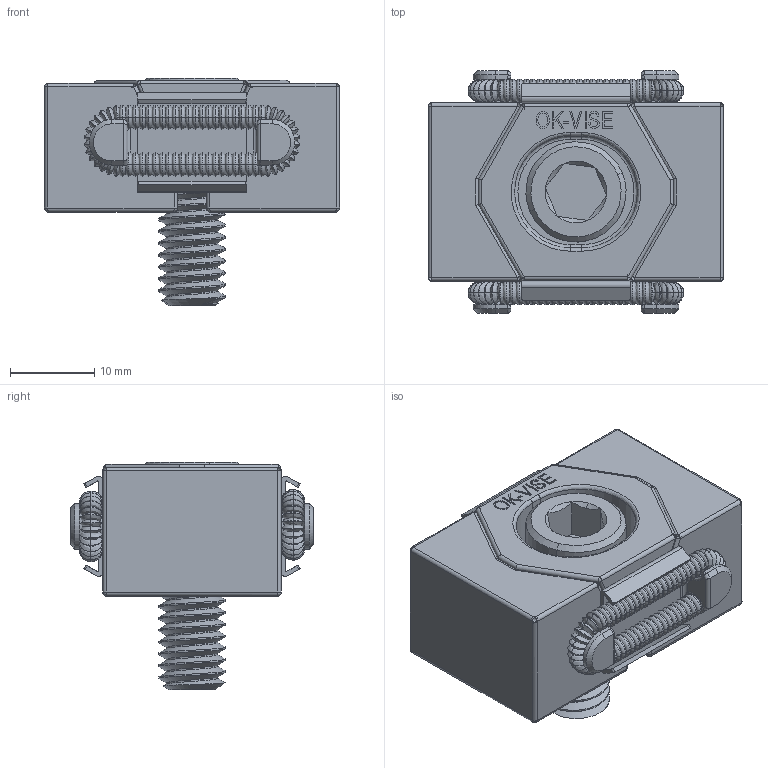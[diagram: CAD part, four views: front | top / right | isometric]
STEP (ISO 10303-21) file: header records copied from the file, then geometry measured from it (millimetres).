
FILE_DESCRIPTION (( 'STEP AP214' ), '1' );
FILE_NAME ('47120.STEP', '2015-09-25T15:34:37', ( '' ), ( '' ), 'SwSTEP 2.0', 'SolidWorks 2015', '' );
FILE_SCHEMA (( 'AUTOMOTIVE_DESIGN' ));
Length unit declared in the file: inch
Products named in the file (6): 5161834-SHCS_5161834; 47125_47125; 47127_47127; OKBK2-VT-S+3-Clamp_OKBK2-VT-S+3-Clamp; OKBK2-VT_Wedge_OKBK2-VT-S_Wedge; 47120
Assembly tree (8 placements, depth 2):
  47120
    OKBK2-VT_Wedge_OKBK2-VT-S_Wedge
    OKBK2-VT-S+3-Clamp_OKBK2-VT-S+3-Clamp  x2
    47127_47127  x2
    47125_47125  x2
    5161834-SHCS_5161834
Bounding box: 35.05 x 28.8 x 26.99 mm (x, y, z)
Volume: 11644 mm3; surface area: 8582.9 mm2
Topology: 8 solids, 8 shells, 1224 faces, 2976 edges, 1707 vertices
Faces by surface type: bspline 740, plane 268, cylinder 199, cone 17
Entity records: 32140 total; most frequent: CARTESIAN_POINT 15980, ORIENTED_EDGE 3714, DIRECTION 2270, EDGE_CURVE 1857, VERTEX_POINT 1115, EDGE_LOOP 778, AXIS2_PLACEMENT_3D 776, ADVANCED_FACE 763
